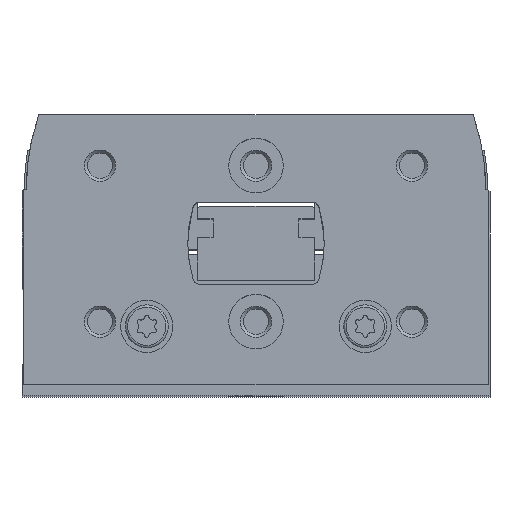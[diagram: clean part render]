
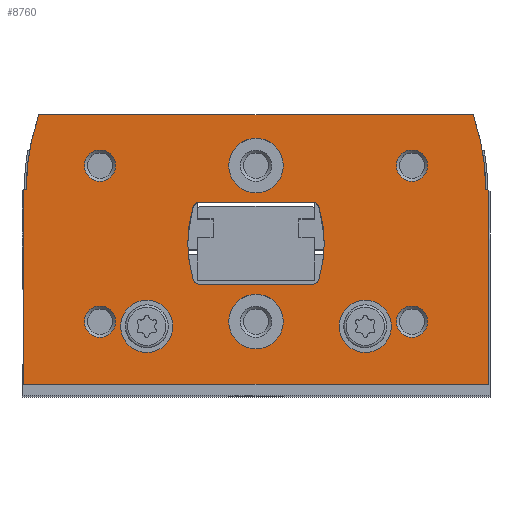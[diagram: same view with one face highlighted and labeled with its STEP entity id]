
A CAD part, top view. The second image highlights one B-rep face of the part: STEP entity #8760.
In plain terms, the highlighted planar face has unit normal (0, 0, 1).
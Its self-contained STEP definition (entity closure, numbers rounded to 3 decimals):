
#403=LINE('',#13558,#889);
#408=LINE('',#13568,#894);
#426=LINE('',#13614,#912);
#432=LINE('',#13626,#918);
#446=LINE('',#13699,#932);
#448=LINE('',#13702,#934);
#449=LINE('',#13730,#935);
#450=LINE('',#13750,#936);
#889=VECTOR('',#11143,1000.);
#894=VECTOR('',#11150,1000.);
#912=VECTOR('',#11186,1000.);
#918=VECTOR('',#11196,1000.);
#932=VECTOR('',#11252,1000.);
#934=VECTOR('',#11256,1000.);
#935=VECTOR('',#11285,1000.);
#936=VECTOR('',#11306,1000.);
#1191=PLANE('',#9507);
#2330=ORIENTED_EDGE('',*,*,#3877,.F.);
#2331=ORIENTED_EDGE('',*,*,#3878,.F.);
#2332=ORIENTED_EDGE('',*,*,#3879,.T.);
#2333=ORIENTED_EDGE('',*,*,#3880,.T.);
#2334=ORIENTED_EDGE('',*,*,#3881,.T.);
#2335=ORIENTED_EDGE('',*,*,#3882,.T.);
#2336=ORIENTED_EDGE('',*,*,#3883,.T.);
#2337=ORIENTED_EDGE('',*,*,#3884,.T.);
#2338=ORIENTED_EDGE('',*,*,#3841,.F.);
#2339=ORIENTED_EDGE('',*,*,#3860,.F.);
#2340=ORIENTED_EDGE('',*,*,#3853,.F.);
#2341=ORIENTED_EDGE('',*,*,#3850,.F.);
#2342=ORIENTED_EDGE('',*,*,#3885,.F.);
#2343=ORIENTED_EDGE('',*,*,#3886,.F.);
#2344=ORIENTED_EDGE('',*,*,#3887,.F.);
#2345=ORIENTED_EDGE('',*,*,#3844,.F.);
#2346=ORIENTED_EDGE('',*,*,#3828,.T.);
#2347=ORIENTED_EDGE('',*,*,#3822,.T.);
#2348=ORIENTED_EDGE('',*,*,#3862,.T.);
#2349=ORIENTED_EDGE('',*,*,#3793,.T.);
#2350=ORIENTED_EDGE('',*,*,#3798,.T.);
#2351=ORIENTED_EDGE('',*,*,#3802,.T.);
#2352=ORIENTED_EDGE('',*,*,#3876,.T.);
#2353=ORIENTED_EDGE('',*,*,#3834,.T.);
#3793=EDGE_CURVE('',#4667,#4666,#403,.T.);
#3798=EDGE_CURVE('',#4666,#4670,#408,.T.);
#3802=EDGE_CURVE('',#4670,#4672,#5216,.T.);
#3822=EDGE_CURVE('',#4687,#4689,#426,.T.);
#3828=EDGE_CURVE('',#4693,#4687,#432,.T.);
#3834=EDGE_CURVE('',#4698,#4693,#5222,.T.);
#3841=EDGE_CURVE('',#4702,#4703,#5225,.T.);
#3844=EDGE_CURVE('',#4703,#4704,#5226,.T.);
#3850=EDGE_CURVE('',#4708,#4709,#5229,.T.);
#3853=EDGE_CURVE('',#4709,#4711,#5230,.T.);
#3860=EDGE_CURVE('',#4711,#4702,#446,.T.);
#3862=EDGE_CURVE('',#4689,#4667,#448,.T.);
#3876=EDGE_CURVE('',#4672,#4698,#449,.T.);
#3877=EDGE_CURVE('',#4729,#4729,#5248,.T.);
#3878=EDGE_CURVE('',#4730,#4730,#5249,.T.);
#3879=EDGE_CURVE('',#4731,#4731,#5250,.T.);
#3880=EDGE_CURVE('',#4732,#4732,#5251,.T.);
#3881=EDGE_CURVE('',#4733,#4733,#5252,.T.);
#3882=EDGE_CURVE('',#4734,#4734,#5253,.T.);
#3883=EDGE_CURVE('',#4735,#4735,#5254,.T.);
#3884=EDGE_CURVE('',#4736,#4736,#5255,.T.);
#3885=EDGE_CURVE('',#4737,#4708,#5256,.T.);
#3886=EDGE_CURVE('',#4738,#4737,#450,.T.);
#3887=EDGE_CURVE('',#4704,#4738,#5257,.T.);
#4666=VERTEX_POINT('',#13557);
#4667=VERTEX_POINT('',#13559);
#4670=VERTEX_POINT('',#13567);
#4672=VERTEX_POINT('',#13574);
#4687=VERTEX_POINT('',#13608);
#4689=VERTEX_POINT('',#13613);
#4693=VERTEX_POINT('',#13624);
#4698=VERTEX_POINT('',#13639);
#4702=VERTEX_POINT('',#13653);
#4703=VERTEX_POINT('',#13655);
#4704=VERTEX_POINT('',#13663);
#4708=VERTEX_POINT('',#13676);
#4709=VERTEX_POINT('',#13678);
#4711=VERTEX_POINT('',#13687);
#4729=VERTEX_POINT('',#13733);
#4730=VERTEX_POINT('',#13735);
#4731=VERTEX_POINT('',#13737);
#4732=VERTEX_POINT('',#13739);
#4733=VERTEX_POINT('',#13741);
#4734=VERTEX_POINT('',#13743);
#4735=VERTEX_POINT('',#13745);
#4736=VERTEX_POINT('',#13747);
#4737=VERTEX_POINT('',#13749);
#4738=VERTEX_POINT('',#13751);
#5216=CIRCLE('',#9462,29.);
#5222=CIRCLE('',#9474,29.);
#5225=CIRCLE('',#9478,0.8);
#5226=CIRCLE('',#9480,16.);
#5229=CIRCLE('',#9484,16.);
#5230=CIRCLE('',#9486,0.8);
#5248=CIRCLE('',#9508,3.35);
#5249=CIRCLE('',#9509,3.35);
#5250=CIRCLE('',#9510,3.5);
#5251=CIRCLE('',#9511,3.5);
#5252=CIRCLE('',#9512,2.);
#5253=CIRCLE('',#9513,2.);
#5254=CIRCLE('',#9514,2.);
#5255=CIRCLE('',#9515,2.);
#5256=CIRCLE('',#9516,0.8);
#5257=CIRCLE('',#9517,0.8);
#5803=EDGE_LOOP('',(#2330));
#5804=EDGE_LOOP('',(#2331));
#5805=EDGE_LOOP('',(#2332));
#5806=EDGE_LOOP('',(#2333));
#5807=EDGE_LOOP('',(#2334));
#5808=EDGE_LOOP('',(#2335));
#5809=EDGE_LOOP('',(#2336));
#5810=EDGE_LOOP('',(#2337));
#5811=EDGE_LOOP('',(#2338,#2339,#2340,#2341,#2342,#2343,#2344,#2345));
#5812=EDGE_LOOP('',(#2346,#2347,#2348,#2349,#2350,#2351,#2352,#2353));
#6485=FACE_BOUND('',#5803,.T.);
#6486=FACE_BOUND('',#5804,.T.);
#6487=FACE_BOUND('',#5805,.T.);
#6488=FACE_BOUND('',#5806,.T.);
#6489=FACE_BOUND('',#5807,.T.);
#6490=FACE_BOUND('',#5808,.T.);
#6491=FACE_BOUND('',#5809,.T.);
#6492=FACE_BOUND('',#5810,.T.);
#6493=FACE_BOUND('',#5811,.T.);
#6494=FACE_BOUND('',#5812,.T.);
#8760=ADVANCED_FACE('',(#6485,#6486,#6487,#6488,#6489,#6490,#6491,#6492,
#6493,#6494),#1191,.T.);
#9462=AXIS2_PLACEMENT_3D('',#13575,#11157,#11158);
#9474=AXIS2_PLACEMENT_3D('',#13638,#11207,#11208);
#9478=AXIS2_PLACEMENT_3D('',#13654,#11218,#11219);
#9480=AXIS2_PLACEMENT_3D('',#13662,#11223,#11224);
#9484=AXIS2_PLACEMENT_3D('',#13677,#11233,#11234);
#9486=AXIS2_PLACEMENT_3D('',#13686,#11238,#11239);
#9507=AXIS2_PLACEMENT_3D('',#13731,#11286,#11287);
#9508=AXIS2_PLACEMENT_3D('',#13732,#11288,#11289);
#9509=AXIS2_PLACEMENT_3D('',#13734,#11290,#11291);
#9510=AXIS2_PLACEMENT_3D('',#13736,#11292,#11293);
#9511=AXIS2_PLACEMENT_3D('',#13738,#11294,#11295);
#9512=AXIS2_PLACEMENT_3D('',#13740,#11296,#11297);
#9513=AXIS2_PLACEMENT_3D('',#13742,#11298,#11299);
#9514=AXIS2_PLACEMENT_3D('',#13744,#11300,#11301);
#9515=AXIS2_PLACEMENT_3D('',#13746,#11302,#11303);
#9516=AXIS2_PLACEMENT_3D('',#13748,#11304,#11305);
#9517=AXIS2_PLACEMENT_3D('',#13752,#11307,#11308);
#11143=DIRECTION('',(0.,1.,0.));
#11150=DIRECTION('',(-0.866,0.5,0.));
#11157=DIRECTION('',(0.,0.,1.));
#11158=DIRECTION('',(1.,0.,0.));
#11186=DIRECTION('',(0.,-1.,0.));
#11196=DIRECTION('',(-0.866,-0.5,0.));
#11207=DIRECTION('',(0.,0.,1.));
#11208=DIRECTION('',(1.,0.,0.));
#11218=DIRECTION('',(0.,0.,1.));
#11219=DIRECTION('',(1.,0.,0.));
#11223=DIRECTION('',(0.,0.,1.));
#11224=DIRECTION('',(1.,0.,0.));
#11233=DIRECTION('',(0.,0.,1.));
#11234=DIRECTION('',(1.,0.,0.));
#11238=DIRECTION('',(0.,0.,1.));
#11239=DIRECTION('',(1.,0.,0.));
#11252=DIRECTION('',(-1.,0.,0.));
#11256=DIRECTION('',(1.,0.,0.));
#11285=DIRECTION('',(-1.,0.,0.));
#11286=DIRECTION('',(0.,0.,1.));
#11287=DIRECTION('',(1.,0.,0.));
#11288=DIRECTION('',(0.,0.,1.));
#11289=DIRECTION('',(1.,0.,0.));
#11290=DIRECTION('',(0.,0.,1.));
#11291=DIRECTION('',(1.,0.,0.));
#11292=DIRECTION('',(0.,0.,-1.));
#11293=DIRECTION('',(-1.,0.,0.));
#11294=DIRECTION('',(0.,0.,-1.));
#11295=DIRECTION('',(-1.,0.,0.));
#11296=DIRECTION('',(0.,0.,-1.));
#11297=DIRECTION('',(-1.,0.,0.));
#11298=DIRECTION('',(0.,0.,-1.));
#11299=DIRECTION('',(-1.,0.,0.));
#11300=DIRECTION('',(0.,0.,-1.));
#11301=DIRECTION('',(-1.,0.,0.));
#11302=DIRECTION('',(0.,0.,-1.));
#11303=DIRECTION('',(-1.,0.,0.));
#11304=DIRECTION('',(0.,0.,1.));
#11305=DIRECTION('',(1.,0.,0.));
#11306=DIRECTION('',(1.,0.,0.));
#11307=DIRECTION('',(0.,0.,1.));
#11308=DIRECTION('',(1.,0.,0.));
#13557=CARTESIAN_POINT('',(29.75,24.827,0.));
#13558=CARTESIAN_POINT('',(29.75,0.,0.));
#13559=CARTESIAN_POINT('',(29.75,0.,0.));
#13567=CARTESIAN_POINT('',(29.45,25.,0.));
#13568=CARTESIAN_POINT('',(29.75,24.827,0.));
#13574=CARTESIAN_POINT('',(27.85,34.5,0.));
#13575=CARTESIAN_POINT('',(0.45,25.,0.));
#13608=CARTESIAN_POINT('',(-29.75,24.827,0.));
#13613=CARTESIAN_POINT('',(-29.75,0.,0.));
#13614=CARTESIAN_POINT('',(-29.75,24.827,0.));
#13624=CARTESIAN_POINT('',(-29.45,25.,0.));
#13626=CARTESIAN_POINT('',(-29.45,25.,0.));
#13638=CARTESIAN_POINT('',(-0.45,25.,0.));
#13639=CARTESIAN_POINT('',(-27.85,34.5,0.));
#13653=CARTESIAN_POINT('',(-7.284,23.3,0.));
#13654=CARTESIAN_POINT('',(-7.284,22.5,0.));
#13655=CARTESIAN_POINT('',(-8.049,22.734,0.));
#13662=CARTESIAN_POINT('',(7.25,18.05,0.));
#13663=CARTESIAN_POINT('',(-8.049,13.366,0.));
#13676=CARTESIAN_POINT('',(8.049,13.366,0.));
#13677=CARTESIAN_POINT('',(-7.25,18.05,0.));
#13678=CARTESIAN_POINT('',(8.049,22.734,0.));
#13686=CARTESIAN_POINT('',(7.284,22.5,0.));
#13687=CARTESIAN_POINT('',(7.284,23.3,0.));
#13699=CARTESIAN_POINT('',(7.284,23.3,0.));
#13702=CARTESIAN_POINT('',(-29.75,0.,0.));
#13730=CARTESIAN_POINT('',(27.85,34.5,0.));
#13731=CARTESIAN_POINT('',(0.45,25.,0.));
#13732=CARTESIAN_POINT('',(-14.,7.4,0.));
#13733=CARTESIAN_POINT('',(-10.65,7.4,0.));
#13734=CARTESIAN_POINT('',(14.,7.4,0.));
#13735=CARTESIAN_POINT('',(17.35,7.4,0.));
#13736=CARTESIAN_POINT('',(0.,8.,0.));
#13737=CARTESIAN_POINT('',(-3.5,8.,0.));
#13738=CARTESIAN_POINT('',(0.,28.,0.));
#13739=CARTESIAN_POINT('',(-3.5,28.,0.));
#13740=CARTESIAN_POINT('',(20.,8.,0.));
#13741=CARTESIAN_POINT('',(18.,8.,0.));
#13742=CARTESIAN_POINT('',(-20.,8.,0.));
#13743=CARTESIAN_POINT('',(-22.,8.,0.));
#13744=CARTESIAN_POINT('',(-20.,28.,0.));
#13745=CARTESIAN_POINT('',(-22.,28.,0.));
#13746=CARTESIAN_POINT('',(20.,28.,0.));
#13747=CARTESIAN_POINT('',(18.,28.,0.));
#13748=CARTESIAN_POINT('',(7.284,13.6,0.));
#13749=CARTESIAN_POINT('',(7.284,12.8,0.));
#13750=CARTESIAN_POINT('',(-7.284,12.8,0.));
#13751=CARTESIAN_POINT('',(-7.284,12.8,0.));
#13752=CARTESIAN_POINT('',(-7.284,13.6,0.));
